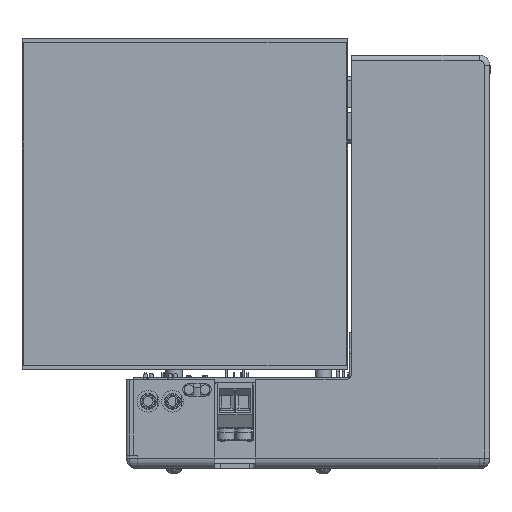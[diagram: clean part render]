
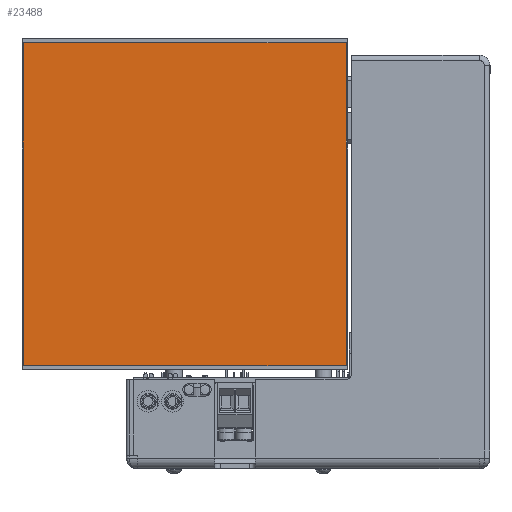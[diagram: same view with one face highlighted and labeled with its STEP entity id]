
A CAD part, left-side view. The second image highlights one B-rep face of the part: STEP entity #23488.
In plain terms, the highlighted planar face has unit normal (-1, 0, 0).
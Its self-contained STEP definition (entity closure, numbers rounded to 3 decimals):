
#971 = AXIS2_PLACEMENT_3D ( 'NONE', #8171, #14378, #57395 ) ;
#2090 = EDGE_CURVE ( 'NONE', #26333, #12201, #57436, .T. ) ;
#6553 = PLANE ( 'NONE',  #971 ) ;
#8171 = CARTESIAN_POINT ( 'NONE',  ( -138., 0., 0. ) ) ;
#11508 = EDGE_CURVE ( 'NONE', #36678, #26333, #72357, .T. ) ;
#12201 = VERTEX_POINT ( 'NONE', #54771 ) ;
#14378 = DIRECTION ( 'NONE',  ( 1., 0., 0. ) ) ;
#15656 = VECTOR ( 'NONE', #76062, 1000. ) ;
#20861 = LINE ( 'NONE', #78297, #21779 ) ;
#21477 = VERTEX_POINT ( 'NONE', #67951 ) ;
#21779 = VECTOR ( 'NONE', #65882, 1000. ) ;
#23488 = ADVANCED_FACE ( 'NONE', ( #45805 ), #6553, .F. ) ;
#23511 = DIRECTION ( 'NONE',  ( 0., 1., 0. ) ) ;
#25942 = EDGE_CURVE ( 'NONE', #21477, #36678, #36720, .T. ) ;
#26333 = VERTEX_POINT ( 'NONE', #49373 ) ;
#35352 = VECTOR ( 'NONE', #53714, 1000. ) ;
#36206 = ORIENTED_EDGE ( 'NONE', *, *, #2090, .T. ) ;
#36678 = VERTEX_POINT ( 'NONE', #47267 ) ;
#36720 = LINE ( 'NONE', #74794, #64559 ) ;
#38005 = EDGE_LOOP ( 'NONE', ( #75401, #60697, #36206, #79249 ) ) ;
#38403 = CARTESIAN_POINT ( 'NONE',  ( -138., -59.5, -59.5 ) ) ;
#45805 = FACE_OUTER_BOUND ( 'NONE', #38005, .T. ) ;
#47267 = CARTESIAN_POINT ( 'NONE',  ( -138., 59.5, 59.5 ) ) ;
#49373 = CARTESIAN_POINT ( 'NONE',  ( -138., 59.5, -59.5 ) ) ;
#53714 = DIRECTION ( 'NONE',  ( 0., 0., -1. ) ) ;
#54771 = CARTESIAN_POINT ( 'NONE',  ( -138., -59.5, -59.5 ) ) ;
#57372 = EDGE_CURVE ( 'NONE', #12201, #21477, #20861, .T. ) ;
#57395 = DIRECTION ( 'NONE',  ( 0., 0., -1. ) ) ;
#57436 = LINE ( 'NONE', #38403, #15656 ) ;
#59938 = CARTESIAN_POINT ( 'NONE',  ( -138., 59.5, -59.5 ) ) ;
#60697 = ORIENTED_EDGE ( 'NONE', *, *, #11508, .T. ) ;
#64559 = VECTOR ( 'NONE', #23511, 1000. ) ;
#65882 = DIRECTION ( 'NONE',  ( 0., 0., 1. ) ) ;
#67951 = CARTESIAN_POINT ( 'NONE',  ( -138., -59.5, 59.5 ) ) ;
#72357 = LINE ( 'NONE', #59938, #35352 ) ;
#74794 = CARTESIAN_POINT ( 'NONE',  ( -138., -59.5, 59.5 ) ) ;
#75401 = ORIENTED_EDGE ( 'NONE', *, *, #25942, .T. ) ;
#76062 = DIRECTION ( 'NONE',  ( 0., -1., 0. ) ) ;
#78297 = CARTESIAN_POINT ( 'NONE',  ( -138., -59.5, -59.5 ) ) ;
#79249 = ORIENTED_EDGE ( 'NONE', *, *, #57372, .T. ) ;
